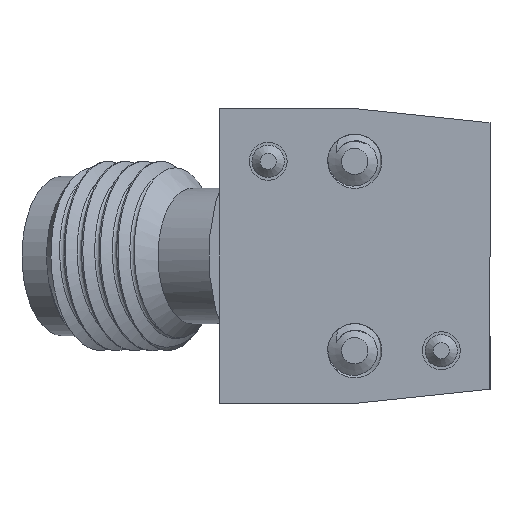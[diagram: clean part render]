
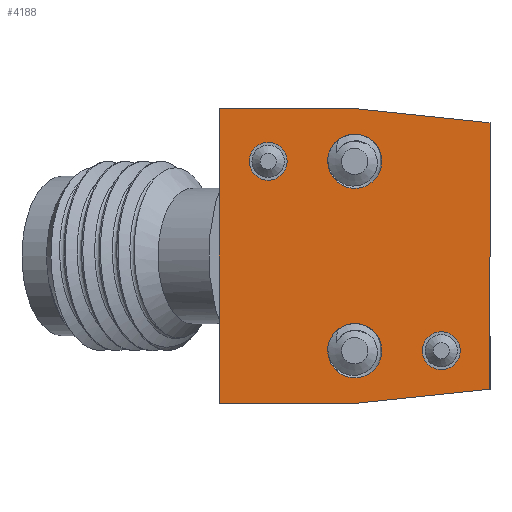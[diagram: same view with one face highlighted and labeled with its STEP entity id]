
A CAD part, front view. The second image highlights one B-rep face of the part: STEP entity #4188.
In plain terms, the highlighted planar face has unit normal (0, -1, 0).
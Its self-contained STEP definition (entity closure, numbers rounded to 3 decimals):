
#3 = EDGE_CURVE ( 'NONE', #5658, #5658, #7790, .T. ) ;
#49 = CARTESIAN_POINT ( 'NONE',  ( 0., 0., -5.45 ) ) ;
#115 = DIRECTION ( 'NONE',  ( 0., 0., 1. ) ) ;
#173 = DIRECTION ( 'NONE',  ( -1., 0., 0. ) ) ;
#181 = EDGE_LOOP ( 'NONE', ( #2672, #3602, #6652, #1258, #3283, #3542 ) ) ;
#186 = CARTESIAN_POINT ( 'NONE',  ( 5., 0., 4.924 ) ) ;
#256 = VERTEX_POINT ( 'NONE', #2348 ) ;
#370 = ORIENTED_EDGE ( 'NONE', *, *, #3, .T. ) ;
#442 = LINE ( 'NONE', #8462, #6824 ) ;
#502 = DIRECTION ( 'NONE',  ( 0., 1., 0. ) ) ;
#575 = LINE ( 'NONE', #8563, #968 ) ;
#597 = EDGE_LOOP ( 'NONE', ( #370 ) ) ;
#724 = DIRECTION ( 'NONE',  ( 0., 1., 0. ) ) ;
#968 = VECTOR ( 'NONE', #2583, 1000. ) ;
#994 = EDGE_CURVE ( 'NONE', #4862, #256, #442, .T. ) ;
#1002 = CIRCLE ( 'NONE', #8252, 1. ) ;
#1015 = DIRECTION ( 'NONE',  ( 0.995, 0., -0.105 ) ) ;
#1113 = CIRCLE ( 'NONE', #1946, 1. ) ;
#1258 = ORIENTED_EDGE ( 'NONE', *, *, #7573, .F. ) ;
#1261 = EDGE_LOOP ( 'NONE', ( #1321 ) ) ;
#1321 = ORIENTED_EDGE ( 'NONE', *, *, #7903, .F. ) ;
#1342 = LINE ( 'NONE', #49, #3220 ) ;
#1619 = VERTEX_POINT ( 'NONE', #8172 ) ;
#1846 = CARTESIAN_POINT ( 'NONE',  ( 0., 0., 2.5 ) ) ;
#1939 = PLANE ( 'NONE',  #7351 ) ;
#1946 = AXIS2_PLACEMENT_3D ( 'NONE', #6645, #8075, #4758 ) ;
#2006 = CARTESIAN_POINT ( 'NONE',  ( -5., 0., -5.45 ) ) ;
#2288 = ORIENTED_EDGE ( 'NONE', *, *, #3938, .F. ) ;
#2348 = CARTESIAN_POINT ( 'NONE',  ( 0., 0., -5.45 ) ) ;
#2467 = CARTESIAN_POINT ( 'NONE',  ( 3.2, 0., -2.8 ) ) ;
#2471 = VERTEX_POINT ( 'NONE', #4119 ) ;
#2583 = DIRECTION ( 'NONE',  ( 0., 0., -1. ) ) ;
#2672 = ORIENTED_EDGE ( 'NONE', *, *, #7462, .F. ) ;
#2791 = CARTESIAN_POINT ( 'NONE',  ( 5., 0., -4.924 ) ) ;
#2818 = AXIS2_PLACEMENT_3D ( 'NONE', #3961, #3396, #5985 ) ;
#2875 = EDGE_CURVE ( 'NONE', #5742, #8498, #6071, .T. ) ;
#2980 = VECTOR ( 'NONE', #4008, 1000. ) ;
#3210 = DIRECTION ( 'NONE',  ( 1., 0., 0. ) ) ;
#3220 = VECTOR ( 'NONE', #173, 1000. ) ;
#3283 = ORIENTED_EDGE ( 'NONE', *, *, #4414, .F. ) ;
#3346 = CARTESIAN_POINT ( 'NONE',  ( -5., 0., 5.45 ) ) ;
#3358 = CARTESIAN_POINT ( 'NONE',  ( 0., 0., 3.5 ) ) ;
#3396 = DIRECTION ( 'NONE',  ( 0., 1., 0. ) ) ;
#3542 = ORIENTED_EDGE ( 'NONE', *, *, #2875, .F. ) ;
#3602 = ORIENTED_EDGE ( 'NONE', *, *, #994, .F. ) ;
#3687 = CARTESIAN_POINT ( 'NONE',  ( 0., 0., 5.45 ) ) ;
#3857 = VECTOR ( 'NONE', #3210, 1000. ) ;
#3888 = ORIENTED_EDGE ( 'NONE', *, *, #3913, .T. ) ;
#3898 = FACE_BOUND ( 'NONE', #4382, .T. ) ;
#3913 = EDGE_CURVE ( 'NONE', #6447, #6447, #5888, .T. ) ;
#3938 = EDGE_CURVE ( 'NONE', #7142, #7142, #1002, .T. ) ;
#3961 = CARTESIAN_POINT ( 'NONE',  ( 3.2, 0., -3.5 ) ) ;
#4008 = DIRECTION ( 'NONE',  ( 0., 0., 1. ) ) ;
#4016 = AXIS2_PLACEMENT_3D ( 'NONE', #6711, #724, #115 ) ;
#4119 = CARTESIAN_POINT ( 'NONE',  ( 5., 0., 4.924 ) ) ;
#4188 = ADVANCED_FACE ( 'NONE', ( #3898, #5920, #6489, #8488, #7923 ), #1939, .F. ) ;
#4382 = EDGE_LOOP ( 'NONE', ( #3888 ) ) ;
#4414 = EDGE_CURVE ( 'NONE', #8498, #5996, #5918, .T. ) ;
#4758 = DIRECTION ( 'NONE',  ( 0., 0., -1. ) ) ;
#4862 = VERTEX_POINT ( 'NONE', #2791 ) ;
#5471 = LINE ( 'NONE', #186, #7119 ) ;
#5658 = VERTEX_POINT ( 'NONE', #8319 ) ;
#5742 = VERTEX_POINT ( 'NONE', #5796 ) ;
#5769 = DIRECTION ( 'NONE',  ( -0.995, 0., -0.105 ) ) ;
#5796 = CARTESIAN_POINT ( 'NONE',  ( -5., 0., -5.45 ) ) ;
#5888 = CIRCLE ( 'NONE', #2818, 0.7 ) ;
#5901 = DIRECTION ( 'NONE',  ( 0., 0., -1. ) ) ;
#5918 = LINE ( 'NONE', #6529, #3857 ) ;
#5920 = FACE_BOUND ( 'NONE', #597, .T. ) ;
#5985 = DIRECTION ( 'NONE',  ( 0., 0., 1. ) ) ;
#5996 = VERTEX_POINT ( 'NONE', #3687 ) ;
#6071 = LINE ( 'NONE', #2006, #2980 ) ;
#6447 = VERTEX_POINT ( 'NONE', #2467 ) ;
#6489 = FACE_BOUND ( 'NONE', #1261, .T. ) ;
#6529 = CARTESIAN_POINT ( 'NONE',  ( 0., 0., 5.45 ) ) ;
#6531 = CARTESIAN_POINT ( 'NONE',  ( 0., 0., 0. ) ) ;
#6645 = CARTESIAN_POINT ( 'NONE',  ( 0., 0., -3.5 ) ) ;
#6652 = ORIENTED_EDGE ( 'NONE', *, *, #7953, .F. ) ;
#6711 = CARTESIAN_POINT ( 'NONE',  ( -3.2, 0., 3.5 ) ) ;
#6824 = VECTOR ( 'NONE', #5769, 1000. ) ;
#7119 = VECTOR ( 'NONE', #1015, 1000. ) ;
#7142 = VERTEX_POINT ( 'NONE', #1846 ) ;
#7351 = AXIS2_PLACEMENT_3D ( 'NONE', #6531, #502, #7838 ) ;
#7462 = EDGE_CURVE ( 'NONE', #256, #5742, #1342, .T. ) ;
#7573 = EDGE_CURVE ( 'NONE', #5996, #2471, #5471, .T. ) ;
#7790 = CIRCLE ( 'NONE', #4016, 0.7 ) ;
#7838 = DIRECTION ( 'NONE',  ( 0., 0., 1. ) ) ;
#7903 = EDGE_CURVE ( 'NONE', #1619, #1619, #1113, .T. ) ;
#7904 = DIRECTION ( 'NONE',  ( 0., -1., 0. ) ) ;
#7923 = FACE_BOUND ( 'NONE', #8601, .T. ) ;
#7953 = EDGE_CURVE ( 'NONE', #2471, #4862, #575, .T. ) ;
#8075 = DIRECTION ( 'NONE',  ( 0., -1., 0. ) ) ;
#8172 = CARTESIAN_POINT ( 'NONE',  ( 0., 0., -4.5 ) ) ;
#8252 = AXIS2_PLACEMENT_3D ( 'NONE', #3358, #7904, #5901 ) ;
#8319 = CARTESIAN_POINT ( 'NONE',  ( -3.2, 0., 4.2 ) ) ;
#8462 = CARTESIAN_POINT ( 'NONE',  ( 0., 0., -5.45 ) ) ;
#8488 = FACE_OUTER_BOUND ( 'NONE', #181, .T. ) ;
#8498 = VERTEX_POINT ( 'NONE', #3346 ) ;
#8563 = CARTESIAN_POINT ( 'NONE',  ( 5., 0., -4.924 ) ) ;
#8601 = EDGE_LOOP ( 'NONE', ( #2288 ) ) ;
